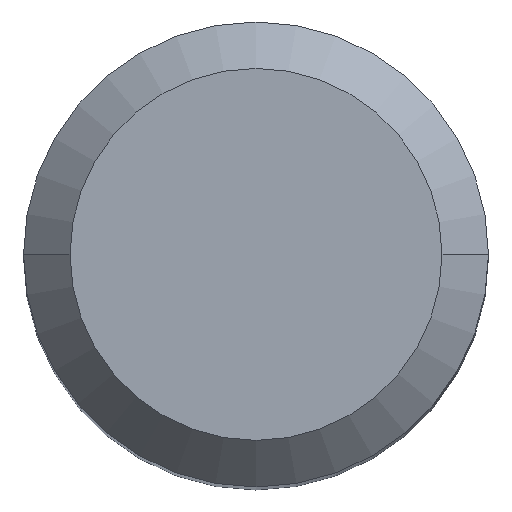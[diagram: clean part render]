
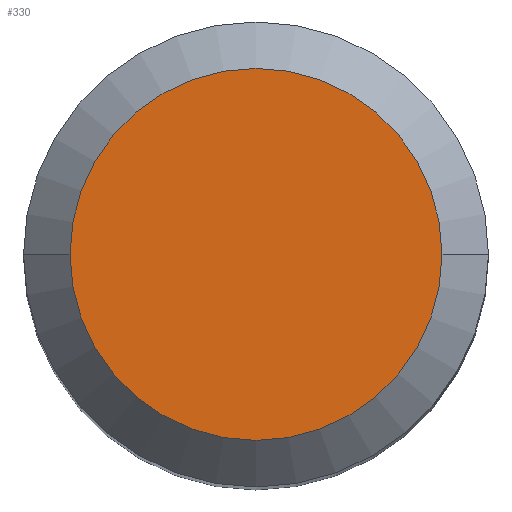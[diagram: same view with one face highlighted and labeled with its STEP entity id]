
A CAD part, top view. The second image highlights one B-rep face of the part: STEP entity #330.
In plain terms, the highlighted planar face has unit normal (0, 0, 1).
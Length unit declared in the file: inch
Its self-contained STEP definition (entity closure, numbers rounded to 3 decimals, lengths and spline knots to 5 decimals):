
#25 = CARTESIAN_POINT ( 'NONE',  ( 0., 0., 0. ) ) ;
#40 = PLANE ( 'NONE',  #87 ) ;
#52 = VERTEX_POINT ( 'NONE', #462 ) ;
#56 = DIRECTION ( 'NONE',  ( 0., 0., 1. ) ) ;
#73 = DIRECTION ( 'NONE',  ( 1., 0., 0. ) ) ;
#81 = ORIENTED_EDGE ( 'NONE', *, *, #339, .T. ) ;
#87 = AXIS2_PLACEMENT_3D ( 'NONE', #154, #165, #113 ) ;
#98 = CIRCLE ( 'NONE', #130, 0.15748 ) ;
#113 = DIRECTION ( 'NONE',  ( -1., 0., 0. ) ) ;
#119 = CARTESIAN_POINT ( 'NONE',  ( 0., 0., 0. ) ) ;
#130 = AXIS2_PLACEMENT_3D ( 'NONE', #25, #56, #429 ) ;
#154 = CARTESIAN_POINT ( 'NONE',  ( 0., 0., 0. ) ) ;
#165 = DIRECTION ( 'NONE',  ( 0., 0., -1. ) ) ;
#169 = AXIS2_PLACEMENT_3D ( 'NONE', #119, #443, #73 ) ;
#207 = FACE_OUTER_BOUND ( 'NONE', #337, .T. ) ;
#219 = ORIENTED_EDGE ( 'NONE', *, *, #490, .T. ) ;
#255 = CARTESIAN_POINT ( 'NONE',  ( -0.15748, 0., 0. ) ) ;
#330 = ADVANCED_FACE ( 'NONE', ( #207 ), #40, .F. ) ;
#337 = EDGE_LOOP ( 'NONE', ( #81, #219 ) ) ;
#339 = EDGE_CURVE ( 'NONE', #465, #52, #484, .T. ) ;
#429 = DIRECTION ( 'NONE',  ( 1., 0., 0. ) ) ;
#443 = DIRECTION ( 'NONE',  ( 0., 0., 1. ) ) ;
#462 = CARTESIAN_POINT ( 'NONE',  ( 0.15748, 0., 0. ) ) ;
#465 = VERTEX_POINT ( 'NONE', #255 ) ;
#484 = CIRCLE ( 'NONE', #169, 0.15748 ) ;
#490 = EDGE_CURVE ( 'NONE', #52, #465, #98, .T. ) ;
